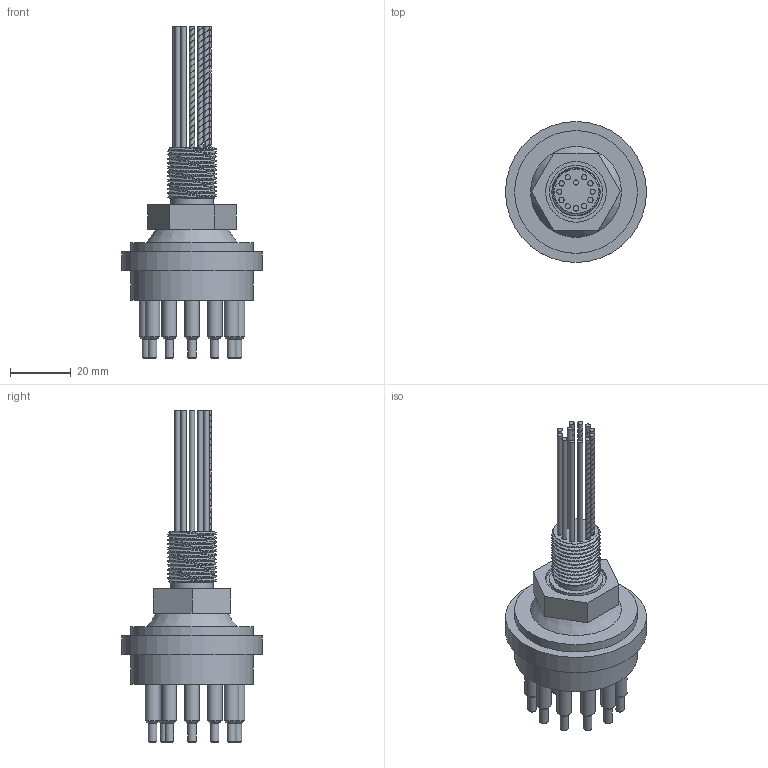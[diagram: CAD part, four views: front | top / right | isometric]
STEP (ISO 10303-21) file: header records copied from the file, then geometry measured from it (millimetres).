
FILE_DESCRIPTION(/* description */ (''),/* implementation_level */ '2;1');
FILE_NAME(/* name */ 'BH12M.stp',/* time_stamp */ '2014-11-20T15:45:30+01:00',/* author */ ('sh'),/* organization */ (''),/* preprocessor_version */ 'ST-DEVELOPER v15.2',/* originating_system */ 'Autodesk Inventor 2014',/* authorisation */ '');
FILE_SCHEMA (('AUTOMOTIVE_DESIGN { 1 0 10303 214 3 1 1 }'));
Length unit declared in the file: millimetre
Products named in the file (1): BH12M
Bounding box: 46.5 x 46.5 x 109.5 mm (x, y, z)
Volume: 41636.9 mm3; surface area: 14163.2 mm2
Topology: 1 solids, 1 shells, 395 faces, 961 edges, 620 vertices
Faces by surface type: plane 177, bspline 142, cylinder 49, cone 27
Full cylindrical faces by diameter (mm): 1.7 x6, 2.8 x12, 4.8 x12, 14.143 x1, 17.5 x1, 20 x1, 40.5 x2, 46.5 x1
Entity records: 19442 total; most frequent: CARTESIAN_POINT 10864, ORIENTED_EDGE 1810, DIRECTION 1218, EDGE_CURVE 899, VERTEX_POINT 619, EDGE_LOOP 508, LINE 506, VECTOR 506
